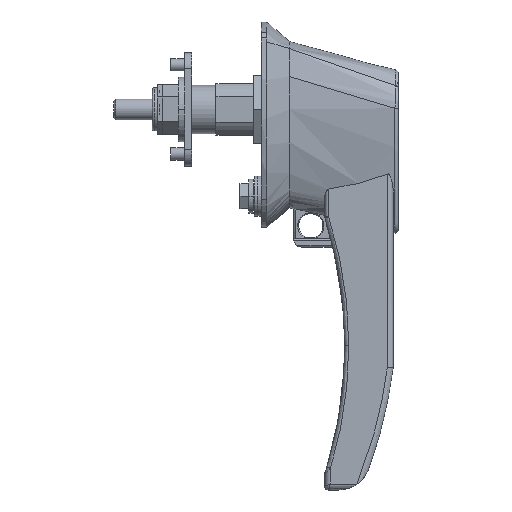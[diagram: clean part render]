
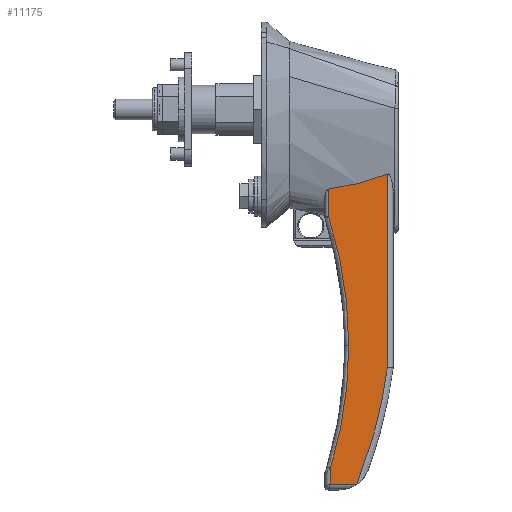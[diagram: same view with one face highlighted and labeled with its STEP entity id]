
A CAD part, top view. The second image highlights one B-rep face of the part: STEP entity #11175.
In plain terms, the highlighted face is planar.
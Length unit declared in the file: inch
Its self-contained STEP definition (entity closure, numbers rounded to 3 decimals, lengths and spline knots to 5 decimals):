
#84 = EDGE_CURVE ( 'NONE', #3394, #8306, #220, .T. ) ;
#220 = LINE ( 'NONE', #16180, #10208 ) ;
#631 = CARTESIAN_POINT ( 'NONE',  ( -4.82789, -20.56835, 27.57409 ) ) ;
#753 = FACE_OUTER_BOUND ( 'NONE', #5486, .T. ) ;
#799 = CARTESIAN_POINT ( 'NONE',  ( -4.82789, -20.50929, 27.17882 ) ) ;
#1248 = ORIENTED_EDGE ( 'NONE', *, *, #13804, .T. ) ;
#1312 = ORIENTED_EDGE ( 'NONE', *, *, #84, .T. ) ;
#1324 = CARTESIAN_POINT ( 'NONE',  ( -4.82789, -20.76174, 30.95759 ) ) ;
#1383 = CARTESIAN_POINT ( 'NONE',  ( -4.82789, -20.43492, 30.04641 ) ) ;
#1439 = CARTESIAN_POINT ( 'NONE',  ( -4.82789, -20.52078, 29.63659 ) ) ;
#2023 = LINE ( 'NONE', #6859, #6885 ) ;
#2135 = CARTESIAN_POINT ( 'NONE',  ( -4.82789, -20.75283, 26.31942 ) ) ;
#2189 = ORIENTED_EDGE ( 'NONE', *, *, #11305, .T. ) ;
#2383 = LINE ( 'NONE', #10569, #8943 ) ;
#2455 = CARTESIAN_POINT ( 'NONE',  ( -4.82789, -20.97183, 31.01566 ) ) ;
#2537 = DIRECTION ( 'NONE',  ( 0., -1., 0. ) ) ;
#2696 = CARTESIAN_POINT ( 'NONE',  ( -4.82789, -20.85468, 30.9814 ) ) ;
#2731 = CARTESIAN_POINT ( 'NONE',  ( -4.82789, -20.31544, 30.44811 ) ) ;
#2754 = CARTESIAN_POINT ( 'NONE',  ( -4.82789, -20.54244, 29.51284 ) ) ;
#3146 = DIRECTION ( 'NONE',  ( 0., 0., -1. ) ) ;
#3394 = VERTEX_POINT ( 'NONE', #3601 ) ;
#3589 = CARTESIAN_POINT ( 'NONE',  ( -4.82789, -20.57887, 27.65409 ) ) ;
#3601 = CARTESIAN_POINT ( 'NONE',  ( -4.82789, -20.34544, 26.31942 ) ) ;
#3808 = CARTESIAN_POINT ( 'NONE',  ( -4.82789, -20.99939, 31.02434 ) ) ;
#3987 = CARTESIAN_POINT ( 'NONE',  ( -4.82789, -20.77513, 30.9609 ) ) ;
#4105 = CARTESIAN_POINT ( 'NONE',  ( -4.82789, -20.5355, 29.55403 ) ) ;
#4630 = ORIENTED_EDGE ( 'NONE', *, *, #8299, .T. ) ;
#4808 = CARTESIAN_POINT ( 'NONE',  ( -4.82789, -20.6198, 28.05487 ) ) ;
#4860 = CARTESIAN_POINT ( 'NONE',  ( -4.82789, -21.18567, 27.81718 ) ) ;
#5197 = CARTESIAN_POINT ( 'NONE',  ( -4.82789, -21.07922, 31.04992 ) ) ;
#5314 = CARTESIAN_POINT ( 'NONE',  ( -4.82789, -20.39817, 30.88488 ) ) ;
#5360 = VERTEX_POINT ( 'NONE', #2731 ) ;
#5369 = CARTESIAN_POINT ( 'NONE',  ( -4.82789, -20.81632, 30.97117 ) ) ;
#5486 = EDGE_LOOP ( 'NONE', ( #17561, #2189, #7495, #16139, #6594, #1248, #4630, #1312 ) ) ;
#5542 = CARTESIAN_POINT ( 'NONE',  ( -4.82789, -20.62048, 28.79706 ) ) ;
#5871 = CARTESIAN_POINT ( 'NONE',  ( -4.82789, -20.6288, 28.45784 ) ) ;
#6033 = B_SPLINE_CURVE_WITH_KNOTS ( 'NONE', 3,
 ( #2135, #14225, #16919, #12787, #4860, #15746 ),
 .UNSPECIFIED., .F., .F.,
 ( 4, 2, 4 ),
 ( 0., 0.5, 1. ),
 .UNSPECIFIED. ) ;
#6102 = CARTESIAN_POINT ( 'NONE',  ( -4.82789, -20.34544, 26.56298 ) ) ;
#6193 = CARTESIAN_POINT ( 'NONE',  ( -4.82789, -21.22544, 28.12739 ) ) ;
#6479 = CARTESIAN_POINT ( 'NONE',  ( -4.82789, -20.5935, 30.92008 ) ) ;
#6495 = VERTEX_POINT ( 'NONE', #9305 ) ;
#6594 = ORIENTED_EDGE ( 'NONE', *, *, #16183, .T. ) ;
#6783 = CARTESIAN_POINT ( 'NONE',  ( -4.82789, -20.34544, 26.56298 ) ) ;
#6859 = CARTESIAN_POINT ( 'NONE',  ( -4.82789, -20.34544, 31.22942 ) ) ;
#6885 = VECTOR ( 'NONE', #3146, 39.37008 ) ;
#6901 = CARTESIAN_POINT ( 'NONE',  ( -4.82789, -20.6288, 28.54272 ) ) ;
#7089 = VERTEX_POINT ( 'NONE', #5871 ) ;
#7495 = ORIENTED_EDGE ( 'NONE', *, *, #8681, .F. ) ;
#7567 = CARTESIAN_POINT ( 'NONE',  ( -4.82789, -20.56269, 27.53393 ) ) ;
#7623 = CARTESIAN_POINT ( 'NONE',  ( -4.82789, -20.43885, 26.86832 ) ) ;
#7626 = DIRECTION ( 'NONE',  ( 0., 0., -1. ) ) ;
#7633 = VERTEX_POINT ( 'NONE', #6193 ) ;
#7821 = CARTESIAN_POINT ( 'NONE',  ( -4.82789, -20.77346, 30.96048 ) ) ;
#7895 = AXIS2_PLACEMENT_3D ( 'NONE', #8708, #15767, #10198 ) ;
#7959 = VECTOR ( 'NONE', #10806, 39.37008 ) ;
#8113 = CARTESIAN_POINT ( 'NONE',  ( -4.82789, -20.60553, 29.05076 ) ) ;
#8165 = LINE ( 'NONE', #16478, #7959 ) ;
#8228 = CARTESIAN_POINT ( 'NONE',  ( -4.82789, -20.6288, 28.45784 ) ) ;
#8299 = EDGE_CURVE ( 'NONE', #12942, #3394, #2023, .T. ) ;
#8306 = VERTEX_POINT ( 'NONE', #16747 ) ;
#8681 = EDGE_CURVE ( 'NONE', #6495, #13996, #15677, .T. ) ;
#8708 = CARTESIAN_POINT ( 'NONE',  ( -4.82789, -20.25544, 31.22942 ) ) ;
#8943 = VECTOR ( 'NONE', #7626, 39.37008 ) ;
#9185 = CARTESIAN_POINT ( 'NONE',  ( -4.82789, -20.74603, 30.95376 ) ) ;
#9235 = CARTESIAN_POINT ( 'NONE',  ( -4.82789, -20.76956, 30.95952 ) ) ;
#9282 = B_SPLINE_CURVE_WITH_KNOTS ( 'NONE', 3,
 ( #13759, #10928, #1383, #17573, #1439, #4105, #2754, #12173, #8113, #5542, #15003, #6901, #8228 ),
 .UNSPECIFIED., .F., .F.,
 ( 4, 1, 1, 2, 2, 1, 2, 4 ),
 ( 0., 0.12815, 0.19222, 0.22425, 0.25629, 0.38444, 0.44851, 0.51258 ),
 .UNSPECIFIED. ) ;
#9305 = CARTESIAN_POINT ( 'NONE',  ( -4.82789, -20.31544, 30.87334 ) ) ;
#10198 = DIRECTION ( 'NONE',  ( 0., -1., 0. ) ) ;
#10208 = VECTOR ( 'NONE', #2537, 39.37008 ) ;
#10499 = EDGE_CURVE ( 'NONE', #8306, #7633, #6033, .T. ) ;
#10564 = CARTESIAN_POINT ( 'NONE',  ( -4.82789, -20.68687, 30.94 ) ) ;
#10569 = CARTESIAN_POINT ( 'NONE',  ( -4.82789, -20.31544, 31.22942 ) ) ;
#10804 = CARTESIAN_POINT ( 'NONE',  ( -4.82789, -20.77675, 30.9613 ) ) ;
#10806 = DIRECTION ( 'NONE',  ( 0., 0., 1. ) ) ;
#10928 = CARTESIAN_POINT ( 'NONE',  ( -4.82789, -20.36703, 30.28835 ) ) ;
#11175 = ADVANCED_FACE ( 'NONE', ( #753 ), #14688, .T. ) ;
#11305 = EDGE_CURVE ( 'NONE', #7633, #13996, #8165, .T. ) ;
#11615 = CARTESIAN_POINT ( 'NONE',  ( -4.82789, -20.6288, 28.45784 ) ) ;
#11728 = CARTESIAN_POINT ( 'NONE',  ( -4.82789, -20.59352, 27.77416 ) ) ;
#11836 = CARTESIAN_POINT ( 'NONE',  ( -4.82789, -21.22544, 31.10528 ) ) ;
#11937 = CARTESIAN_POINT ( 'NONE',  ( -4.82789, -20.9948, 31.02288 ) ) ;
#12173 = CARTESIAN_POINT ( 'NONE',  ( -4.82789, -20.57565, 29.30319 ) ) ;
#12177 = CARTESIAN_POINT ( 'NONE',  ( -4.82789, -20.91133, 30.99749 ) ) ;
#12787 = CARTESIAN_POINT ( 'NONE',  ( -4.82789, -21.12624, 27.5108 ) ) ;
#12860 = EDGE_CURVE ( 'NONE', #6495, #5360, #2383, .T. ) ;
#12942 = VERTEX_POINT ( 'NONE', #6783 ) ;
#13054 = CARTESIAN_POINT ( 'NONE',  ( -4.82789, -20.31544, 30.87334 ) ) ;
#13270 = CARTESIAN_POINT ( 'NONE',  ( -4.82789, -21.00161, 31.02505 ) ) ;
#13515 = CARTESIAN_POINT ( 'NONE',  ( -4.82789, -20.47802, 30.89803 ) ) ;
#13759 = CARTESIAN_POINT ( 'NONE',  ( -4.82789, -20.31544, 30.44811 ) ) ;
#13804 = EDGE_CURVE ( 'NONE', #7089, #12942, #13894, .T. ) ;
#13894 = B_SPLINE_CURVE_WITH_KNOTS ( 'NONE', 3,
 ( #11615, #15574, #4808, #11728, #3589, #631, #7567, #799, #7623, #6102 ),
 .UNSPECIFIED., .F., .F.,
 ( 4, 1, 1, 2, 2, 4 ),
 ( 0.51258, 0.63444, 0.69536, 0.72583, 0.75629, 1. ),
 .UNSPECIFIED. ) ;
#13996 = VERTEX_POINT ( 'NONE', #11836 ) ;
#14225 = CARTESIAN_POINT ( 'NONE',  ( -4.82789, -20.86995, 26.60939 ) ) ;
#14639 = CARTESIAN_POINT ( 'NONE',  ( -4.82789, -21.22544, 31.10528 ) ) ;
#14688 = PLANE ( 'NONE',  #7895 ) ;
#14762 = CARTESIAN_POINT ( 'NONE',  ( -4.82789, -20.63128, 30.92782 ) ) ;
#14819 = CARTESIAN_POINT ( 'NONE',  ( -4.82789, -20.77625, 30.96118 ) ) ;
#15003 = CARTESIAN_POINT ( 'NONE',  ( -4.82789, -20.62713, 28.62764 ) ) ;
#15574 = CARTESIAN_POINT ( 'NONE',  ( -4.82789, -20.62881, 28.2964 ) ) ;
#15677 = B_SPLINE_CURVE_WITH_KNOTS ( 'NONE', 3,
 ( #13054, #5314, #13515, #6479, #14762, #10564, #17518, #9185, #1324, #9235, #7821, #3987, #14819, #10804, #5369, #2696, #12177, #17332, #2455, #16094, #11937, #3808, #13270, #5197, #17388, #14639 ),
 .UNSPECIFIED., .F., .F.,
 ( 4, 2, 2, 1, 1, 1, 1, 1, 2, 2, 2, 1, 1, 1, 2, 2, 4 ),
 ( 0., 0.25, 0.375, 0.4375, 0.46875, 0.48437, 0.49219, 0.49609, 0.49805, 0.5, 0.625, 0.6875, 0.71875, 0.73437, 0.74219, 0.75, 1. ),
 .UNSPECIFIED. ) ;
#15746 = CARTESIAN_POINT ( 'NONE',  ( -4.82789, -21.22544, 28.12739 ) ) ;
#15767 = DIRECTION ( 'NONE',  ( -1., 0., 0. ) ) ;
#16094 = CARTESIAN_POINT ( 'NONE',  ( -4.82789, -20.98793, 31.0207 ) ) ;
#16139 = ORIENTED_EDGE ( 'NONE', *, *, #12860, .T. ) ;
#16180 = CARTESIAN_POINT ( 'NONE',  ( -4.82789, -20.25544, 26.31942 ) ) ;
#16183 = EDGE_CURVE ( 'NONE', #5360, #7089, #9282, .T. ) ;
#16478 = CARTESIAN_POINT ( 'NONE',  ( -4.82789, -21.22544, 31.22942 ) ) ;
#16747 = CARTESIAN_POINT ( 'NONE',  ( -4.82789, -20.75283, 26.31942 ) ) ;
#16919 = CARTESIAN_POINT ( 'NONE',  ( -4.82789, -20.96806, 26.90567 ) ) ;
#17332 = CARTESIAN_POINT ( 'NONE',  ( -4.82789, -20.93943, 31.00573 ) ) ;
#17388 = CARTESIAN_POINT ( 'NONE',  ( -4.82789, -21.15305, 31.07646 ) ) ;
#17518 = CARTESIAN_POINT ( 'NONE',  ( -4.82789, -20.71439, 30.94624 ) ) ;
#17561 = ORIENTED_EDGE ( 'NONE', *, *, #10499, .T. ) ;
#17573 = CARTESIAN_POINT ( 'NONE',  ( -4.82789, -20.49751, 29.76014 ) ) ;
